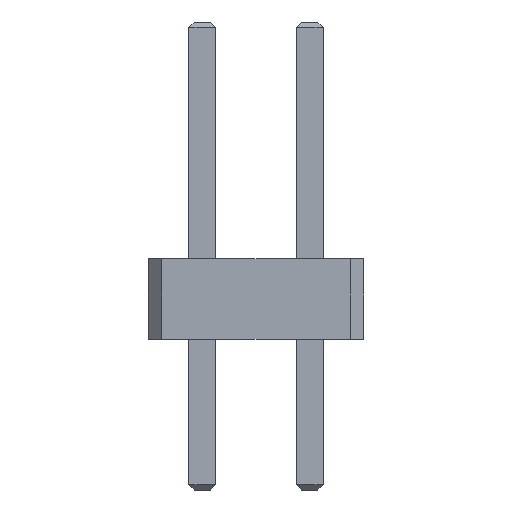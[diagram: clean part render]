
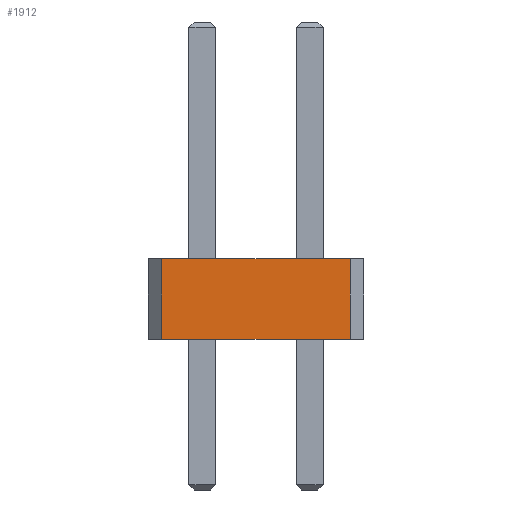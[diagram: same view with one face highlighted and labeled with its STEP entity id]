
A CAD part, front view. The second image highlights one B-rep face of the part: STEP entity #1912.
In plain terms, the highlighted planar face has unit normal (0, -1, 0).
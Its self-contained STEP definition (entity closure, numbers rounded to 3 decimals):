
#44 = PLANE('',#45);
#45 = AXIS2_PLACEMENT_3D('',#46,#47,#48);
#46 = CARTESIAN_POINT('',(-1.,0.75,0.));
#47 = DIRECTION('',(0.,0.,-1.));
#48 = DIRECTION('',(0.,1.,0.));
#100 = PLANE('',#101);
#101 = AXIS2_PLACEMENT_3D('',#102,#103,#104);
#102 = CARTESIAN_POINT('',(-1.,0.75,1.5));
#103 = DIRECTION('',(0.,0.,-1.));
#104 = DIRECTION('',(-1.,0.,0.));
#329 = VERTEX_POINT('',#330);
#330 = CARTESIAN_POINT('',(2.75,-3.,0.));
#344 = PLANE('',#345);
#345 = AXIS2_PLACEMENT_3D('',#346,#347,#348);
#346 = CARTESIAN_POINT('',(2.875,-2.875,0.));
#347 = DIRECTION('',(0.707,-0.707,0.));
#348 = DIRECTION('',(0.,0.,-1.));
#356 = EDGE_CURVE('',#357,#329,#359,.T.);
#357 = VERTEX_POINT('',#358);
#358 = CARTESIAN_POINT('',(-0.75,-3.,0.));
#359 = SURFACE_CURVE('',#360,(#364,#371),.PCURVE_S1.);
#360 = LINE('',#361,#362);
#361 = CARTESIAN_POINT('',(-1.,-3.,0.));
#362 = VECTOR('',#363,1.);
#363 = DIRECTION('',(1.,0.,0.));
#364 = PCURVE('',#44,#365);
#365 = DEFINITIONAL_REPRESENTATION('',(#366),#370);
#366 = LINE('',#367,#368);
#367 = CARTESIAN_POINT('',(-3.75,0.));
#368 = VECTOR('',#369,1.);
#369 = DIRECTION('',(0.,1.));
#370 = ( GEOMETRIC_REPRESENTATION_CONTEXT(2) 
PARAMETRIC_REPRESENTATION_CONTEXT() REPRESENTATION_CONTEXT('2D SPACE',''
  ) );
#371 = PCURVE('',#372,#377);
#372 = PLANE('',#373);
#373 = AXIS2_PLACEMENT_3D('',#374,#375,#376);
#374 = CARTESIAN_POINT('',(-1.,-3.,0.));
#375 = DIRECTION('',(0.,1.,0.));
#376 = DIRECTION('',(1.,0.,0.));
#377 = DEFINITIONAL_REPRESENTATION('',(#378),#382);
#378 = LINE('',#379,#380);
#379 = CARTESIAN_POINT('',(0.,0.));
#380 = VECTOR('',#381,1.);
#381 = DIRECTION('',(1.,0.));
#382 = ( GEOMETRIC_REPRESENTATION_CONTEXT(2) 
PARAMETRIC_REPRESENTATION_CONTEXT() REPRESENTATION_CONTEXT('2D SPACE',''
  ) );
#400 = PLANE('',#401);
#401 = AXIS2_PLACEMENT_3D('',#402,#403,#404);
#402 = CARTESIAN_POINT('',(-0.875,-2.875,0.));
#403 = DIRECTION('',(-0.707,-0.707,0.));
#404 = DIRECTION('',(0.,0.,-1.));
#1138 = VERTEX_POINT('',#1139);
#1139 = CARTESIAN_POINT('',(2.75,-3.,1.5));
#1160 = EDGE_CURVE('',#1161,#1138,#1163,.T.);
#1161 = VERTEX_POINT('',#1162);
#1162 = CARTESIAN_POINT('',(-0.75,-3.,1.5));
#1163 = SURFACE_CURVE('',#1164,(#1168,#1175),.PCURVE_S1.);
#1164 = LINE('',#1165,#1166);
#1165 = CARTESIAN_POINT('',(-1.,-3.,1.5));
#1166 = VECTOR('',#1167,1.);
#1167 = DIRECTION('',(1.,0.,0.));
#1168 = PCURVE('',#100,#1169);
#1169 = DEFINITIONAL_REPRESENTATION('',(#1170),#1174);
#1170 = LINE('',#1171,#1172);
#1171 = CARTESIAN_POINT('',(0.,-3.75));
#1172 = VECTOR('',#1173,1.);
#1173 = DIRECTION('',(-1.,0.));
#1174 = ( GEOMETRIC_REPRESENTATION_CONTEXT(2) 
PARAMETRIC_REPRESENTATION_CONTEXT() REPRESENTATION_CONTEXT('2D SPACE',''
  ) );
#1175 = PCURVE('',#372,#1176);
#1176 = DEFINITIONAL_REPRESENTATION('',(#1177),#1181);
#1177 = LINE('',#1178,#1179);
#1178 = CARTESIAN_POINT('',(0.,-1.5));
#1179 = VECTOR('',#1180,1.);
#1180 = DIRECTION('',(1.,0.));
#1181 = ( GEOMETRIC_REPRESENTATION_CONTEXT(2) 
PARAMETRIC_REPRESENTATION_CONTEXT() REPRESENTATION_CONTEXT('2D SPACE',''
  ) );
#1892 = EDGE_CURVE('',#357,#1161,#1893,.T.);
#1893 = SURFACE_CURVE('',#1894,(#1898,#1905),.PCURVE_S1.);
#1894 = LINE('',#1895,#1896);
#1895 = CARTESIAN_POINT('',(-0.75,-3.,0.));
#1896 = VECTOR('',#1897,1.);
#1897 = DIRECTION('',(0.,0.,1.));
#1898 = PCURVE('',#400,#1899);
#1899 = DEFINITIONAL_REPRESENTATION('',(#1900),#1904);
#1900 = LINE('',#1901,#1902);
#1901 = CARTESIAN_POINT('',(0.,0.177));
#1902 = VECTOR('',#1903,1.);
#1903 = DIRECTION('',(-1.,0.));
#1904 = ( GEOMETRIC_REPRESENTATION_CONTEXT(2) 
PARAMETRIC_REPRESENTATION_CONTEXT() REPRESENTATION_CONTEXT('2D SPACE',''
  ) );
#1905 = PCURVE('',#372,#1906);
#1906 = DEFINITIONAL_REPRESENTATION('',(#1907),#1911);
#1907 = LINE('',#1908,#1909);
#1908 = CARTESIAN_POINT('',(0.25,0.));
#1909 = VECTOR('',#1910,1.);
#1910 = DIRECTION('',(0.,-1.));
#1911 = ( GEOMETRIC_REPRESENTATION_CONTEXT(2) 
PARAMETRIC_REPRESENTATION_CONTEXT() REPRESENTATION_CONTEXT('2D SPACE',''
  ) );
#1912 = ADVANCED_FACE('',(#1913),#372,.F.);
#1913 = FACE_BOUND('',#1914,.F.);
#1914 = EDGE_LOOP('',(#1915,#1916,#1917,#1918));
#1915 = ORIENTED_EDGE('',*,*,#356,.F.);
#1916 = ORIENTED_EDGE('',*,*,#1892,.T.);
#1917 = ORIENTED_EDGE('',*,*,#1160,.T.);
#1918 = ORIENTED_EDGE('',*,*,#1919,.F.);
#1919 = EDGE_CURVE('',#329,#1138,#1920,.T.);
#1920 = SURFACE_CURVE('',#1921,(#1925,#1932),.PCURVE_S1.);
#1921 = LINE('',#1922,#1923);
#1922 = CARTESIAN_POINT('',(2.75,-3.,0.));
#1923 = VECTOR('',#1924,1.);
#1924 = DIRECTION('',(0.,0.,1.));
#1925 = PCURVE('',#372,#1926);
#1926 = DEFINITIONAL_REPRESENTATION('',(#1927),#1931);
#1927 = LINE('',#1928,#1929);
#1928 = CARTESIAN_POINT('',(3.75,0.));
#1929 = VECTOR('',#1930,1.);
#1930 = DIRECTION('',(0.,-1.));
#1931 = ( GEOMETRIC_REPRESENTATION_CONTEXT(2) 
PARAMETRIC_REPRESENTATION_CONTEXT() REPRESENTATION_CONTEXT('2D SPACE',''
  ) );
#1932 = PCURVE('',#344,#1933);
#1933 = DEFINITIONAL_REPRESENTATION('',(#1934),#1938);
#1934 = LINE('',#1935,#1936);
#1935 = CARTESIAN_POINT('',(0.,-0.177));
#1936 = VECTOR('',#1937,1.);
#1937 = DIRECTION('',(-1.,0.));
#1938 = ( GEOMETRIC_REPRESENTATION_CONTEXT(2) 
PARAMETRIC_REPRESENTATION_CONTEXT() REPRESENTATION_CONTEXT('2D SPACE',''
  ) );
